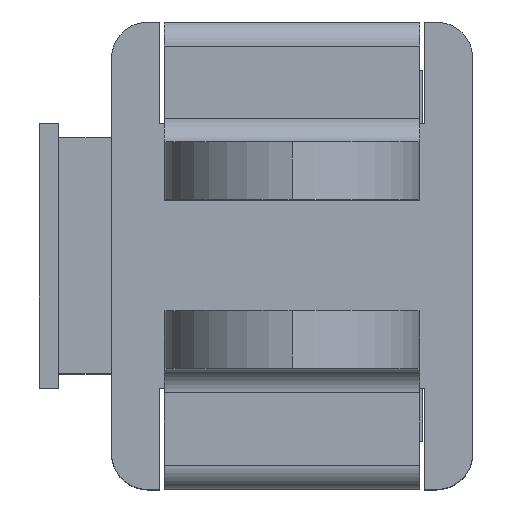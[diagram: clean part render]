
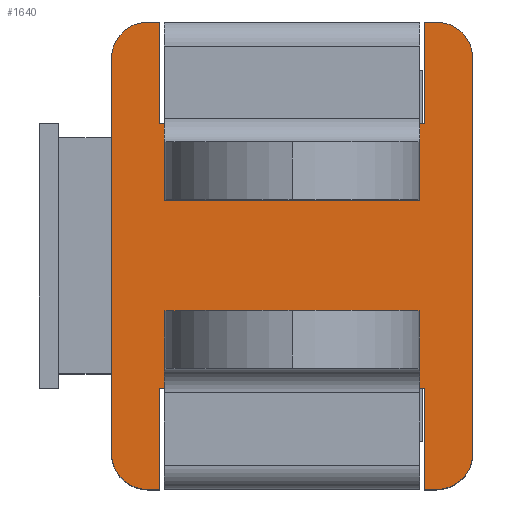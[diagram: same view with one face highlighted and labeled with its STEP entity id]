
A CAD part, top view. The second image highlights one B-rep face of the part: STEP entity #1640.
In plain terms, the highlighted planar face has unit normal (0, 0, 1).
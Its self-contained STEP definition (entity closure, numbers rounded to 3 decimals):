
#213=DIRECTION('',(-1.,0.,0.));
#214=VECTOR('',#213,11.);
#215=CARTESIAN_POINT('',(5.5,5.5,6.));
#216=LINE('',#215,#214);
#369=DIRECTION('',(0.,-1.,0.));
#370=VECTOR('',#369,16.4);
#371=CARTESIAN_POINT('',(-7.5,8.2,6.));
#372=LINE('',#371,#370);
#393=CARTESIAN_POINT('',(-6.,-8.2,6.));
#394=DIRECTION('',(0.,0.,1.));
#395=DIRECTION('',(-1.,0.,0.));
#396=AXIS2_PLACEMENT_3D('',#393,#394,#395);
#398=CARTESIAN_POINT('',(-6.,8.2,6.));
#399=DIRECTION('',(0.,0.,1.));
#400=DIRECTION('',(0.,1.,0.));
#401=AXIS2_PLACEMENT_3D('',#398,#399,#400);
#403=DIRECTION('',(-1.,0.,0.));
#404=VECTOR('',#403,0.5);
#405=CARTESIAN_POINT('',(-5.5,9.7,6.));
#406=LINE('',#405,#404);
#407=DIRECTION('',(0.,1.,0.));
#408=VECTOR('',#407,4.2);
#409=CARTESIAN_POINT('',(-5.5,5.5,6.));
#410=LINE('',#409,#408);
#411=DIRECTION('',(0.,-1.,0.));
#412=VECTOR('',#411,4.2);
#413=CARTESIAN_POINT('',(5.5,9.7,6.));
#414=LINE('',#413,#412);
#415=DIRECTION('',(-1.,0.,0.));
#416=VECTOR('',#415,0.5);
#417=CARTESIAN_POINT('',(6.,9.7,6.));
#418=LINE('',#417,#416);
#419=CARTESIAN_POINT('',(6.,8.2,6.));
#420=DIRECTION('',(0.,0.,1.));
#421=DIRECTION('',(1.,0.,0.));
#422=AXIS2_PLACEMENT_3D('',#419,#420,#421);
#424=CARTESIAN_POINT('',(6.,-8.2,6.));
#425=DIRECTION('',(0.,0.,1.));
#426=DIRECTION('',(0.,-1.,0.));
#427=AXIS2_PLACEMENT_3D('',#424,#425,#426);
#429=DIRECTION('',(1.,0.,0.));
#430=VECTOR('',#429,0.5);
#431=CARTESIAN_POINT('',(5.5,-9.7,6.));
#432=LINE('',#431,#430);
#433=DIRECTION('',(0.,-1.,0.));
#434=VECTOR('',#433,4.2);
#435=CARTESIAN_POINT('',(5.5,-5.5,6.));
#436=LINE('',#435,#434);
#437=DIRECTION('',(0.,1.,0.));
#438=VECTOR('',#437,4.2);
#439=CARTESIAN_POINT('',(-5.5,-9.7,6.));
#440=LINE('',#439,#438);
#441=DIRECTION('',(1.,0.,0.));
#442=VECTOR('',#441,0.5);
#443=CARTESIAN_POINT('',(-6.,-9.7,6.));
#444=LINE('',#443,#442);
#449=DIRECTION('',(1.,0.,0.));
#450=VECTOR('',#449,11.);
#451=CARTESIAN_POINT('',(-5.5,-5.5,6.));
#452=LINE('',#451,#450);
#607=DIRECTION('',(0.,1.,0.));
#608=VECTOR('',#607,16.4);
#609=CARTESIAN_POINT('',(7.5,-8.2,6.));
#610=LINE('',#609,#608);
#817=CARTESIAN_POINT('',(5.5,-9.7,6.));
#819=VERTEX_POINT('',#817);
#821=CARTESIAN_POINT('',(5.5,9.7,6.));
#823=VERTEX_POINT('',#821);
#825=CARTESIAN_POINT('',(5.5,-5.5,6.));
#826=VERTEX_POINT('',#825);
#827=CARTESIAN_POINT('',(5.5,5.5,6.));
#828=VERTEX_POINT('',#827);
#829=CARTESIAN_POINT('',(-5.5,-9.7,6.));
#831=VERTEX_POINT('',#829);
#833=CARTESIAN_POINT('',(-5.5,9.7,6.));
#835=VERTEX_POINT('',#833);
#845=CARTESIAN_POINT('',(-5.5,-5.5,6.));
#846=VERTEX_POINT('',#845);
#847=CARTESIAN_POINT('',(-5.5,5.5,6.));
#848=VERTEX_POINT('',#847);
#949=CARTESIAN_POINT('',(-7.5,-8.2,6.));
#950=VERTEX_POINT('',#949);
#951=CARTESIAN_POINT('',(-6.,-9.7,6.));
#952=VERTEX_POINT('',#951);
#957=CARTESIAN_POINT('',(-6.,9.7,6.));
#958=VERTEX_POINT('',#957);
#959=CARTESIAN_POINT('',(-7.5,8.2,6.));
#960=VERTEX_POINT('',#959);
#965=CARTESIAN_POINT('',(7.5,8.2,6.));
#966=VERTEX_POINT('',#965);
#967=CARTESIAN_POINT('',(6.,9.7,6.));
#968=VERTEX_POINT('',#967);
#973=CARTESIAN_POINT('',(6.,-9.7,6.));
#974=VERTEX_POINT('',#973);
#975=CARTESIAN_POINT('',(7.5,-8.2,6.));
#976=VERTEX_POINT('',#975);
#1608=CARTESIAN_POINT('',(0.,0.,6.));
#1609=DIRECTION('',(0.,0.,1.));
#1610=DIRECTION('',(1.,0.,0.));
#1611=AXIS2_PLACEMENT_3D('',#1608,#1609,#1610);
#1612=PLANE('',#1611);
#1613=ORIENTED_EDGE('',*,*,#1588,.F.);
#1614=ORIENTED_EDGE('',*,*,#1529,.F.);
#1616=ORIENTED_EDGE('',*,*,#1615,.F.);
#1618=ORIENTED_EDGE('',*,*,#1617,.F.);
#1619=ORIENTED_EDGE('',*,*,#1103,.F.);
#1620=ORIENTED_EDGE('',*,*,#1360,.F.);
#1621=ORIENTED_EDGE('',*,*,#1409,.F.);
#1623=ORIENTED_EDGE('',*,*,#1622,.F.);
#1625=ORIENTED_EDGE('',*,*,#1624,.F.);
#1627=ORIENTED_EDGE('',*,*,#1626,.F.);
#1629=ORIENTED_EDGE('',*,*,#1628,.F.);
#1631=ORIENTED_EDGE('',*,*,#1630,.F.);
#1632=ORIENTED_EDGE('',*,*,#1415,.F.);
#1634=ORIENTED_EDGE('',*,*,#1633,.F.);
#1635=ORIENTED_EDGE('',*,*,#1127,.F.);
#1637=ORIENTED_EDGE('',*,*,#1636,.F.);
#1638=EDGE_LOOP('',(#1613,#1614,#1616,#1618,#1619,#1620,#1621,#1623,#1625,#1627,
#1629,#1631,#1632,#1634,#1635,#1637));
#1639=FACE_OUTER_BOUND('',#1638,.F.);
#397=CIRCLE('',#396,1.5);
#402=CIRCLE('',#401,1.5);
#423=CIRCLE('',#422,1.5);
#428=CIRCLE('',#427,1.5);
#1103=EDGE_CURVE('',#848,#835,#410,.T.);
#1127=EDGE_CURVE('',#831,#846,#440,.T.);
#1360=EDGE_CURVE('',#828,#848,#216,.T.);
#1409=EDGE_CURVE('',#823,#828,#414,.T.);
#1415=EDGE_CURVE('',#826,#819,#436,.T.);
#1529=EDGE_CURVE('',#960,#950,#372,.T.);
#1588=EDGE_CURVE('',#950,#952,#397,.T.);
#1615=EDGE_CURVE('',#958,#960,#402,.T.);
#1617=EDGE_CURVE('',#835,#958,#406,.T.);
#1622=EDGE_CURVE('',#968,#823,#418,.T.);
#1624=EDGE_CURVE('',#966,#968,#423,.T.);
#1626=EDGE_CURVE('',#976,#966,#610,.T.);
#1628=EDGE_CURVE('',#974,#976,#428,.T.);
#1630=EDGE_CURVE('',#819,#974,#432,.T.);
#1633=EDGE_CURVE('',#846,#826,#452,.T.);
#1636=EDGE_CURVE('',#952,#831,#444,.T.);
#1640=ADVANCED_FACE('',(#1639),#1612,.T.);
